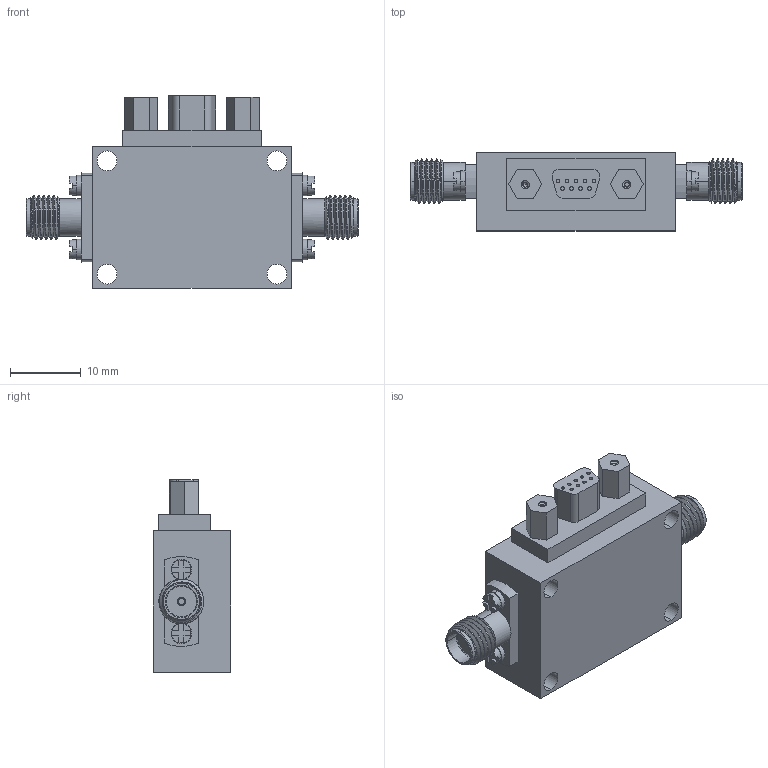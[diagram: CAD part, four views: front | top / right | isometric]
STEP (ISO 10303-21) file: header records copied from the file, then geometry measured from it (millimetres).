
FILE_DESCRIPTION (( 'STEP AP214' ), '1' );
FILE_NAME ('FM82P5020_3D.step', '2023-03-16T18:20:15', ( '' ), ( '' ), 'SwSTEP 2.0', 'SolidWorks 2022', '' );
FILE_SCHEMA (( 'AUTOMOTIVE_DESIGN' ));
Length unit declared in the file: millimetre
Products named in the file (6): FM82P5024_SCREW 4-40; FM82P5020_Base Model; FM82P5020_3D; FM82P5020_9 PIN CONNECTOR; FM82P5024_WASHER; PE45572 ¦ FMCN1622
Assembly tree (12 placements, depth 2):
  FM82P5020_3D
    FM82P5020_Base Model
    FM82P5020_9 PIN CONNECTOR
    PE45572 ¦ FMCN1622  x2
    FM82P5024_SCREW 4-40  x4
    FM82P5024_WASHER  x4
Bounding box: 46.9 x 11 x 27.2 mm (x, y, z)
Volume: 6774.6 mm3; surface area: 4550.5 mm2
Topology: 22 solids, 22 shells, 886 faces, 2227 edges, 1451 vertices
Faces by surface type: plane 487, cylinder 201, cone 105, bspline 93
Entity records: 24718 total; most frequent: CARTESIAN_POINT 9099, ORIENTED_EDGE 3316, DIRECTION 2422, EDGE_CURVE 1658, VERTEX_POINT 1095, VECTOR 808, LINE 808, AXIS2_PLACEMENT_3D 807
